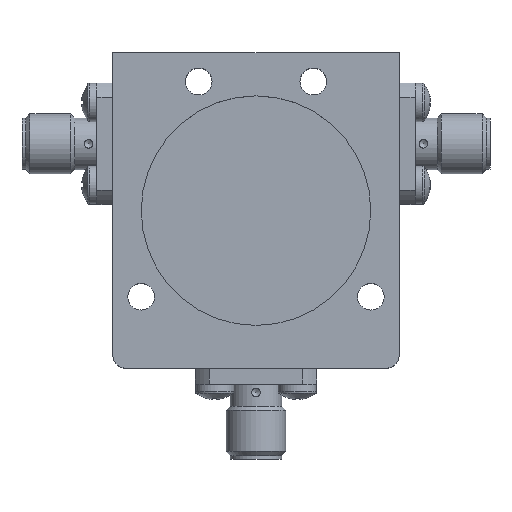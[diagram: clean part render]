
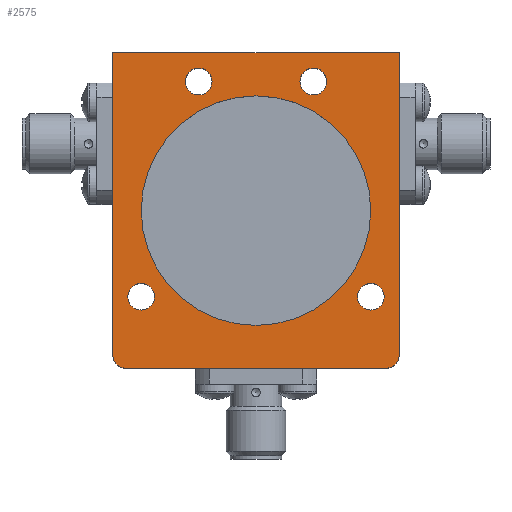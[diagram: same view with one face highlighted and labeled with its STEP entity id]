
A CAD part, top view. The second image highlights one B-rep face of the part: STEP entity #2575.
In plain terms, the highlighted planar face has unit normal (0, 0, 1).
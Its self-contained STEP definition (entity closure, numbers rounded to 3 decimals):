
#87 = EDGE_CURVE ( 'NONE', #11216, #11216, #3629, .T. ) ;
#194 = DIRECTION ( 'NONE',  ( 1., 0., 0. ) ) ;
#212 = CARTESIAN_POINT ( 'NONE',  ( 13.5, -15., 7.5 ) ) ;
#249 = VERTEX_POINT ( 'NONE', #10947 ) ;
#332 = ORIENTED_EDGE ( 'NONE', *, *, #8153, .T. ) ;
#703 = VERTEX_POINT ( 'NONE', #9202 ) ;
#840 = AXIS2_PLACEMENT_3D ( 'NONE', #1203, #6903, #12550 ) ;
#908 = DIRECTION ( 'NONE',  ( 1., 0., 0. ) ) ;
#1103 = EDGE_LOOP ( 'NONE', ( #1257 ) ) ;
#1203 = CARTESIAN_POINT ( 'NONE',  ( 6., 13.5, 7.5 ) ) ;
#1229 = DIRECTION ( 'NONE',  ( 1., 0., 0. ) ) ;
#1257 = ORIENTED_EDGE ( 'NONE', *, *, #12412, .T. ) ;
#1543 = DIRECTION ( 'NONE',  ( 0., 0., -1. ) ) ;
#1752 = CIRCLE ( 'NONE', #16892, 12. ) ;
#1775 = DIRECTION ( 'NONE',  ( -1., 0., 0. ) ) ;
#1792 = DIRECTION ( 'NONE',  ( 0., 0., 1. ) ) ;
#2149 = ORIENTED_EDGE ( 'NONE', *, *, #7065, .T. ) ;
#2209 = FACE_BOUND ( 'NONE', #10939, .T. ) ;
#2307 = DIRECTION ( 'NONE',  ( 1., 0., 0. ) ) ;
#2384 = EDGE_CURVE ( 'NONE', #16656, #9158, #16738, .T. ) ;
#2575 = ADVANCED_FACE ( 'NONE', ( #4819, #9303, #14756, #16435, #11958, #2209 ), #7807, .T. ) ;
#2752 = CARTESIAN_POINT ( 'NONE',  ( -13.5, -15., 7.5 ) ) ;
#2823 = VERTEX_POINT ( 'NONE', #17985 ) ;
#2845 = AXIS2_PLACEMENT_3D ( 'NONE', #2752, #9940, #12875 ) ;
#3584 = ORIENTED_EDGE ( 'NONE', *, *, #16432, .T. ) ;
#3591 = VERTEX_POINT ( 'NONE', #10854 ) ;
#3629 = CIRCLE ( 'NONE', #14008, 1.4 ) ;
#3685 = CARTESIAN_POINT ( 'NONE',  ( 0., 0., 7.5 ) ) ;
#3958 = CARTESIAN_POINT ( 'NONE',  ( -13.5, -16.5, 7.5 ) ) ;
#4301 = VECTOR ( 'NONE', #5584, 1000. ) ;
#4789 = AXIS2_PLACEMENT_3D ( 'NONE', #10047, #1543, #15776 ) ;
#4819 = FACE_OUTER_BOUND ( 'NONE', #13859, .T. ) ;
#4904 = CIRCLE ( 'NONE', #10267, 1.5 ) ;
#4929 = EDGE_CURVE ( 'NONE', #17064, #249, #7270, .T. ) ;
#5284 = EDGE_LOOP ( 'NONE', ( #6643 ) ) ;
#5286 = CARTESIAN_POINT ( 'NONE',  ( 15., 16.5, 7.5 ) ) ;
#5575 = EDGE_LOOP ( 'NONE', ( #9974 ) ) ;
#5584 = DIRECTION ( 'NONE',  ( 0., 1., 0. ) ) ;
#5925 = ORIENTED_EDGE ( 'NONE', *, *, #17352, .T. ) ;
#6643 = ORIENTED_EDGE ( 'NONE', *, *, #9321, .T. ) ;
#6897 = CARTESIAN_POINT ( 'NONE',  ( 15., 0., 7.5 ) ) ;
#6903 = DIRECTION ( 'NONE',  ( 0., 0., -1. ) ) ;
#7023 = CARTESIAN_POINT ( 'NONE',  ( 13.5, -16.5, 7.5 ) ) ;
#7065 = EDGE_CURVE ( 'NONE', #7613, #15335, #13520, .T. ) ;
#7270 = LINE ( 'NONE', #16090, #13868 ) ;
#7393 = DIRECTION ( 'NONE',  ( -1., 0., 0. ) ) ;
#7613 = VERTEX_POINT ( 'NONE', #3958 ) ;
#7807 = PLANE ( 'NONE',  #12921 ) ;
#7883 = CARTESIAN_POINT ( 'NONE',  ( 7.4, 13.5, 7.5 ) ) ;
#8153 = EDGE_CURVE ( 'NONE', #15335, #16656, #4904, .T. ) ;
#8417 = DIRECTION ( 'NONE',  ( 0., 0., -1. ) ) ;
#8432 = VECTOR ( 'NONE', #15008, 1000. ) ;
#8905 = CIRCLE ( 'NONE', #840, 1.4 ) ;
#8995 = ORIENTED_EDGE ( 'NONE', *, *, #4929, .T. ) ;
#9034 = CARTESIAN_POINT ( 'NONE',  ( -15., 16.5, 7.5 ) ) ;
#9158 = VERTEX_POINT ( 'NONE', #5286 ) ;
#9202 = CARTESIAN_POINT ( 'NONE',  ( -4.6, 13.5, 7.5 ) ) ;
#9303 = FACE_BOUND ( 'NONE', #5575, .T. ) ;
#9321 = EDGE_CURVE ( 'NONE', #703, #703, #12196, .T. ) ;
#9481 = VERTEX_POINT ( 'NONE', #7883 ) ;
#9780 = CARTESIAN_POINT ( 'NONE',  ( 15., -15., 7.5 ) ) ;
#9940 = DIRECTION ( 'NONE',  ( 0., 0., 1. ) ) ;
#9974 = ORIENTED_EDGE ( 'NONE', *, *, #87, .T. ) ;
#10047 = CARTESIAN_POINT ( 'NONE',  ( -6., 13.5, 7.5 ) ) ;
#10267 = AXIS2_PLACEMENT_3D ( 'NONE', #212, #1792, #7393 ) ;
#10274 = CARTESIAN_POINT ( 'NONE',  ( 0., 16.5, 7.5 ) ) ;
#10403 = CARTESIAN_POINT ( 'NONE',  ( 0., -16.5, 7.5 ) ) ;
#10854 = CARTESIAN_POINT ( 'NONE',  ( 13.4, -9., 7.5 ) ) ;
#10939 = EDGE_LOOP ( 'NONE', ( #17298 ) ) ;
#10947 = CARTESIAN_POINT ( 'NONE',  ( -15., -15., 7.5 ) ) ;
#11000 = ORIENTED_EDGE ( 'NONE', *, *, #11437, .T. ) ;
#11216 = VERTEX_POINT ( 'NONE', #15308 ) ;
#11268 = CIRCLE ( 'NONE', #13642, 1.4 ) ;
#11437 = EDGE_CURVE ( 'NONE', #9481, #9481, #8905, .T. ) ;
#11958 = FACE_BOUND ( 'NONE', #5284, .T. ) ;
#12196 = CIRCLE ( 'NONE', #4789, 1.4 ) ;
#12412 = EDGE_CURVE ( 'NONE', #3591, #3591, #11268, .T. ) ;
#12550 = DIRECTION ( 'NONE',  ( 1., 0., 0. ) ) ;
#12875 = DIRECTION ( 'NONE',  ( -1., 0., 0. ) ) ;
#12921 = AXIS2_PLACEMENT_3D ( 'NONE', #3685, #14851, #2307 ) ;
#13520 = LINE ( 'NONE', #10403, #8432 ) ;
#13642 = AXIS2_PLACEMENT_3D ( 'NONE', #16772, #8417, #1229 ) ;
#13645 = CARTESIAN_POINT ( 'NONE',  ( -12., -9., 7.5 ) ) ;
#13859 = EDGE_LOOP ( 'NONE', ( #3584, #8995, #5925, #2149, #332, #15940 ) ) ;
#13868 = VECTOR ( 'NONE', #14499, 1000. ) ;
#13910 = EDGE_LOOP ( 'NONE', ( #11000 ) ) ;
#14008 = AXIS2_PLACEMENT_3D ( 'NONE', #13645, #18007, #908 ) ;
#14037 = CARTESIAN_POINT ( 'NONE',  ( 0., 0., 7.5 ) ) ;
#14422 = CIRCLE ( 'NONE', #2845, 1.5 ) ;
#14499 = DIRECTION ( 'NONE',  ( 0., -1., 0. ) ) ;
#14606 = LINE ( 'NONE', #10274, #18246 ) ;
#14756 = FACE_BOUND ( 'NONE', #1103, .T. ) ;
#14851 = DIRECTION ( 'NONE',  ( 0., 0., 1. ) ) ;
#14863 = EDGE_CURVE ( 'NONE', #2823, #2823, #1752, .T. ) ;
#15008 = DIRECTION ( 'NONE',  ( 1., 0., 0. ) ) ;
#15308 = CARTESIAN_POINT ( 'NONE',  ( -10.6, -9., 7.5 ) ) ;
#15335 = VERTEX_POINT ( 'NONE', #7023 ) ;
#15776 = DIRECTION ( 'NONE',  ( 1., 0., 0. ) ) ;
#15940 = ORIENTED_EDGE ( 'NONE', *, *, #2384, .T. ) ;
#16090 = CARTESIAN_POINT ( 'NONE',  ( -15., 0., 7.5 ) ) ;
#16432 = EDGE_CURVE ( 'NONE', #9158, #17064, #14606, .T. ) ;
#16435 = FACE_BOUND ( 'NONE', #13910, .T. ) ;
#16656 = VERTEX_POINT ( 'NONE', #9780 ) ;
#16738 = LINE ( 'NONE', #6897, #4301 ) ;
#16772 = CARTESIAN_POINT ( 'NONE',  ( 12., -9., 7.5 ) ) ;
#16892 = AXIS2_PLACEMENT_3D ( 'NONE', #14037, #16931, #194 ) ;
#16931 = DIRECTION ( 'NONE',  ( 0., 0., -1. ) ) ;
#17064 = VERTEX_POINT ( 'NONE', #9034 ) ;
#17298 = ORIENTED_EDGE ( 'NONE', *, *, #14863, .T. ) ;
#17352 = EDGE_CURVE ( 'NONE', #249, #7613, #14422, .T. ) ;
#17985 = CARTESIAN_POINT ( 'NONE',  ( 12., 0., 7.5 ) ) ;
#18007 = DIRECTION ( 'NONE',  ( 0., 0., -1. ) ) ;
#18246 = VECTOR ( 'NONE', #1775, 1000. ) ;
